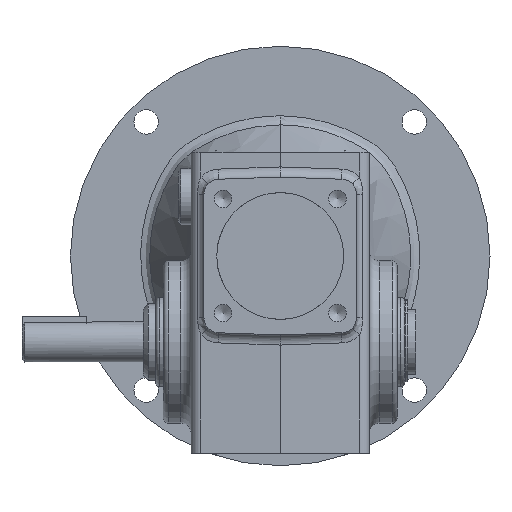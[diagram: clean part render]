
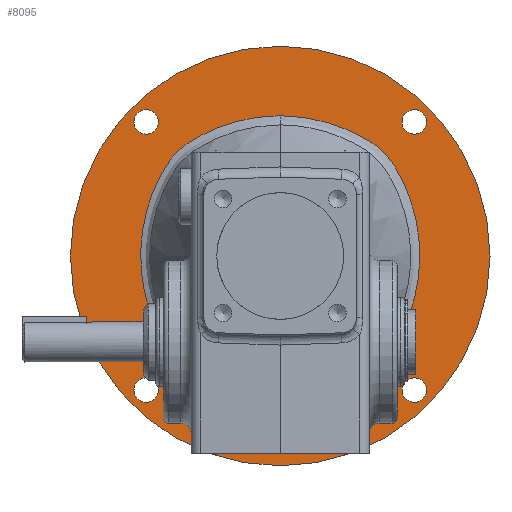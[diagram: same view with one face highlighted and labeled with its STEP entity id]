
A CAD part, left-side view. The second image highlights one B-rep face of the part: STEP entity #8095.
In plain terms, the highlighted planar face has unit normal (-1, 0, 0).
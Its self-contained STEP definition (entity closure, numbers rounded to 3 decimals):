
#143=B_SPLINE_CURVE_WITH_KNOTS('',3,(#16705,#16706,#16707,#16708,#16709,
#16710,#16711,#16712,#16713,#16714,#16715,#16716,#16717,#16718,#16719,#16720,
#16721,#16722,#16723,#16724,#16725,#16726,#16727,#16728,#16729,#16730,#16731,
#16732,#16733,#16734,#16735,#16736,#16737,#16738,#16739,#16740,#16741,#16742),
 .UNSPECIFIED.,.F.,.F.,(4,1,1,1,1,1,1,1,1,1,1,1,1,1,1,1,1,1,1,1,1,1,1,1,
1,1,1,1,1,1,1,1,1,1,1,4),(0.,0.011,0.016,0.022,
0.027,0.033,0.036,0.038,
0.041,0.044,0.049,0.052,
0.055,0.06,0.066,0.071,
0.077,0.082,0.088,0.093,
0.099,0.104,0.11,0.115,
0.121,0.124,0.126,0.132,
0.137,0.14,0.143,0.148,
0.154,0.159,0.165,0.176),
 .UNSPECIFIED.);
#144=B_SPLINE_CURVE_WITH_KNOTS('',3,(#16745,#16746,#16747,#16748,#16749,
#16750,#16751,#16752,#16753,#16754,#16755,#16756,#16757,#16758,#16759,#16760,
#16761,#16762,#16763,#16764,#16765,#16766,#16767,#16768,#16769,#16770,#16771,
#16772,#16773,#16774,#16775,#16776,#16777),.UNSPECIFIED.,.F.,.F.,(4,1,1,
1,1,1,1,1,1,1,1,1,1,1,1,1,1,1,1,1,1,1,1,1,1,1,1,1,1,1,4),(0.,0.011,
0.016,0.022,0.027,0.033,
0.036,0.038,0.044,0.049,
0.055,0.06,0.066,0.071,
0.077,0.082,0.088,0.093,
0.099,0.104,0.11,0.121,
0.126,0.132,0.137,0.14,
0.143,0.148,0.154,0.165,
0.176),.UNSPECIFIED.);
#1600=PLANE('',#11802);
#3291=ORIENTED_EDGE('',*,*,#4543,.T.);
#3292=ORIENTED_EDGE('',*,*,#4544,.T.);
#3293=ORIENTED_EDGE('',*,*,#4545,.F.);
#3294=ORIENTED_EDGE('',*,*,#4546,.T.);
#3295=ORIENTED_EDGE('',*,*,#4547,.T.);
#3296=ORIENTED_EDGE('',*,*,#4548,.T.);
#3297=ORIENTED_EDGE('',*,*,#4549,.T.);
#4543=EDGE_CURVE('',#5376,#5376,#5815,.T.);
#4544=EDGE_CURVE('',#5377,#5377,#5816,.T.);
#4545=EDGE_CURVE('',#5378,#5378,#5817,.F.);
#4546=EDGE_CURVE('',#5379,#5380,#143,.T.);
#4547=EDGE_CURVE('',#5380,#5379,#144,.T.);
#4548=EDGE_CURVE('',#5381,#5381,#5818,.T.);
#4549=EDGE_CURVE('',#5382,#5382,#5819,.T.);
#5376=VERTEX_POINT('',#16700);
#5377=VERTEX_POINT('',#16702);
#5378=VERTEX_POINT('',#16704);
#5379=VERTEX_POINT('',#16743);
#5380=VERTEX_POINT('',#16744);
#5381=VERTEX_POINT('',#16779);
#5382=VERTEX_POINT('',#16781);
#5815=CIRCLE('',#11803,4.8);
#5816=CIRCLE('',#11804,4.8);
#5817=CIRCLE('',#11805,82.55);
#5818=CIRCLE('',#11806,4.8);
#5819=CIRCLE('',#11807,4.8);
#6565=EDGE_LOOP('',(#3291));
#6566=EDGE_LOOP('',(#3292));
#6567=EDGE_LOOP('',(#3293));
#6568=EDGE_LOOP('',(#3294,#3295));
#6569=EDGE_LOOP('',(#3296));
#6570=EDGE_LOOP('',(#3297));
#7393=FACE_BOUND('',#6565,.T.);
#7394=FACE_BOUND('',#6566,.T.);
#7395=FACE_BOUND('',#6567,.T.);
#7396=FACE_BOUND('',#6568,.T.);
#7397=FACE_BOUND('',#6569,.T.);
#7398=FACE_BOUND('',#6570,.T.);
#8095=ADVANCED_FACE('',(#7393,#7394,#7395,#7396,#7397,#7398),#1600,.T.);
#11802=AXIS2_PLACEMENT_3D('',#16698,#13963,#13964);
#11803=AXIS2_PLACEMENT_3D('',#16699,#13965,#13966);
#11804=AXIS2_PLACEMENT_3D('',#16701,#13967,#13968);
#11805=AXIS2_PLACEMENT_3D('',#16703,#13969,#13970);
#11806=AXIS2_PLACEMENT_3D('',#16778,#13971,#13972);
#11807=AXIS2_PLACEMENT_3D('',#16780,#13973,#13974);
#13963=DIRECTION('',(-1.,0.,0.));
#13964=DIRECTION('',(0.,0.,1.));
#13965=DIRECTION('',(1.,0.,0.));
#13966=DIRECTION('',(0.,0.,1.));
#13967=DIRECTION('',(1.,0.,0.));
#13968=DIRECTION('',(0.,0.,1.));
#13969=DIRECTION('',(-1.,0.,0.));
#13970=DIRECTION('',(0.,0.,1.));
#13971=DIRECTION('',(1.,0.,0.));
#13972=DIRECTION('',(0.,0.,1.));
#13973=DIRECTION('',(1.,0.,0.));
#13974=DIRECTION('',(0.,0.,1.));
#16698=CARTESIAN_POINT('',(43.388,0.,-84.));
#16699=CARTESIAN_POINT('',(43.388,-52.759,-52.759));
#16700=CARTESIAN_POINT('',(43.388,-52.759,-47.959));
#16701=CARTESIAN_POINT('',(43.388,52.759,52.759));
#16702=CARTESIAN_POINT('',(43.388,52.759,57.559));
#16703=CARTESIAN_POINT('',(43.388,0.,0.));
#16704=CARTESIAN_POINT('',(43.388,0.,82.55));
#16705=CARTESIAN_POINT('',(43.388,-0.023,-55.179));
#16706=CARTESIAN_POINT('',(43.388,3.674,-55.155));
#16707=CARTESIAN_POINT('',(43.388,9.154,-54.679));
#16708=CARTESIAN_POINT('',(43.388,16.326,-53.181));
#16709=CARTESIAN_POINT('',(43.388,21.653,-51.606));
#16710=CARTESIAN_POINT('',(43.388,26.78,-49.622));
#16711=CARTESIAN_POINT('',(43.388,30.897,-47.633));
#16712=CARTESIAN_POINT('',(43.388,34.095,-45.841));
#16713=CARTESIAN_POINT('',(43.388,36.444,-44.386));
#16714=CARTESIAN_POINT('',(43.388,38.665,-42.69));
#16715=CARTESIAN_POINT('',(43.388,41.372,-40.219));
#16716=CARTESIAN_POINT('',(43.388,43.745,-37.389));
#16717=CARTESIAN_POINT('',(43.388,45.705,-34.234));
#16718=CARTESIAN_POINT('',(43.388,47.488,-31.02));
#16719=CARTESIAN_POINT('',(43.388,49.469,-26.883));
#16720=CARTESIAN_POINT('',(43.388,51.434,-21.735));
#16721=CARTESIAN_POINT('',(43.388,52.988,-16.391));
#16722=CARTESIAN_POINT('',(43.388,54.085,-10.999));
#16723=CARTESIAN_POINT('',(43.388,54.75,-5.545));
#16724=CARTESIAN_POINT('',(43.388,54.977,-0.019));
#16725=CARTESIAN_POINT('',(43.388,54.752,5.525));
#16726=CARTESIAN_POINT('',(43.388,54.09,10.966));
#16727=CARTESIAN_POINT('',(43.388,53.,16.335));
#16728=CARTESIAN_POINT('',(43.388,51.47,21.627));
#16729=CARTESIAN_POINT('',(43.388,49.493,26.829));
#16730=CARTESIAN_POINT('',(43.388,47.51,30.978));
#16731=CARTESIAN_POINT('',(43.388,45.725,34.198));
#16732=CARTESIAN_POINT('',(43.388,43.77,37.356));
#16733=CARTESIAN_POINT('',(43.388,40.815,40.886));
#16734=CARTESIAN_POINT('',(43.388,37.294,43.85));
#16735=CARTESIAN_POINT('',(43.388,34.144,45.814));
#16736=CARTESIAN_POINT('',(43.388,30.941,47.61));
#16737=CARTESIAN_POINT('',(43.388,26.815,49.607));
#16738=CARTESIAN_POINT('',(43.388,21.683,51.596));
#16739=CARTESIAN_POINT('',(43.388,16.35,53.175));
#16740=CARTESIAN_POINT('',(43.388,9.166,54.678));
#16741=CARTESIAN_POINT('',(43.388,3.678,55.155));
#16742=CARTESIAN_POINT('',(43.388,-0.023,55.179));
#16743=CARTESIAN_POINT('',(43.388,-0.023,-55.179));
#16744=CARTESIAN_POINT('',(43.388,-0.023,55.179));
#16745=CARTESIAN_POINT('',(43.388,-0.023,55.179));
#16746=CARTESIAN_POINT('',(43.388,-3.722,55.155));
#16747=CARTESIAN_POINT('',(43.388,-9.202,54.671));
#16748=CARTESIAN_POINT('',(43.388,-16.362,53.172));
#16749=CARTESIAN_POINT('',(43.388,-21.685,51.595));
#16750=CARTESIAN_POINT('',(43.388,-26.823,49.603));
#16751=CARTESIAN_POINT('',(43.388,-30.929,47.617));
#16752=CARTESIAN_POINT('',(43.388,-34.115,45.83));
#16753=CARTESIAN_POINT('',(43.388,-37.22,43.903));
#16754=CARTESIAN_POINT('',(43.388,-40.839,40.874));
#16755=CARTESIAN_POINT('',(43.388,-44.347,36.643));
#16756=CARTESIAN_POINT('',(43.388,-47.098,31.818));
#16757=CARTESIAN_POINT('',(43.388,-49.505,26.806));
#16758=CARTESIAN_POINT('',(43.388,-51.455,21.666));
#16759=CARTESIAN_POINT('',(43.388,-52.987,16.389));
#16760=CARTESIAN_POINT('',(43.388,-54.093,10.967));
#16761=CARTESIAN_POINT('',(43.388,-54.76,5.435));
#16762=CARTESIAN_POINT('',(43.388,-54.976,-0.06));
#16763=CARTESIAN_POINT('',(43.388,-54.749,-5.552));
#16764=CARTESIAN_POINT('',(43.388,-54.082,-11.034));
#16765=CARTESIAN_POINT('',(43.388,-52.961,-16.498));
#16766=CARTESIAN_POINT('',(43.388,-50.905,-23.543));
#16767=CARTESIAN_POINT('',(43.388,-47.999,-30.255));
#16768=CARTESIAN_POINT('',(43.388,-44.292,-36.726));
#16769=CARTESIAN_POINT('',(43.388,-40.77,-40.938));
#16770=CARTESIAN_POINT('',(43.388,-37.179,-43.933));
#16771=CARTESIAN_POINT('',(43.388,-34.067,-45.858));
#16772=CARTESIAN_POINT('',(43.388,-30.872,-47.647));
#16773=CARTESIAN_POINT('',(43.388,-26.733,-49.644));
#16774=CARTESIAN_POINT('',(43.388,-19.859,-52.292));
#16775=CARTESIAN_POINT('',(43.388,-11.061,-54.504));
#16776=CARTESIAN_POINT('',(43.388,-3.711,-55.155));
#16777=CARTESIAN_POINT('',(43.388,-0.023,-55.179));
#16778=CARTESIAN_POINT('',(43.388,-52.759,52.759));
#16779=CARTESIAN_POINT('',(43.388,-52.759,57.559));
#16780=CARTESIAN_POINT('',(43.388,52.759,-52.759));
#16781=CARTESIAN_POINT('',(43.388,52.759,-47.959));
